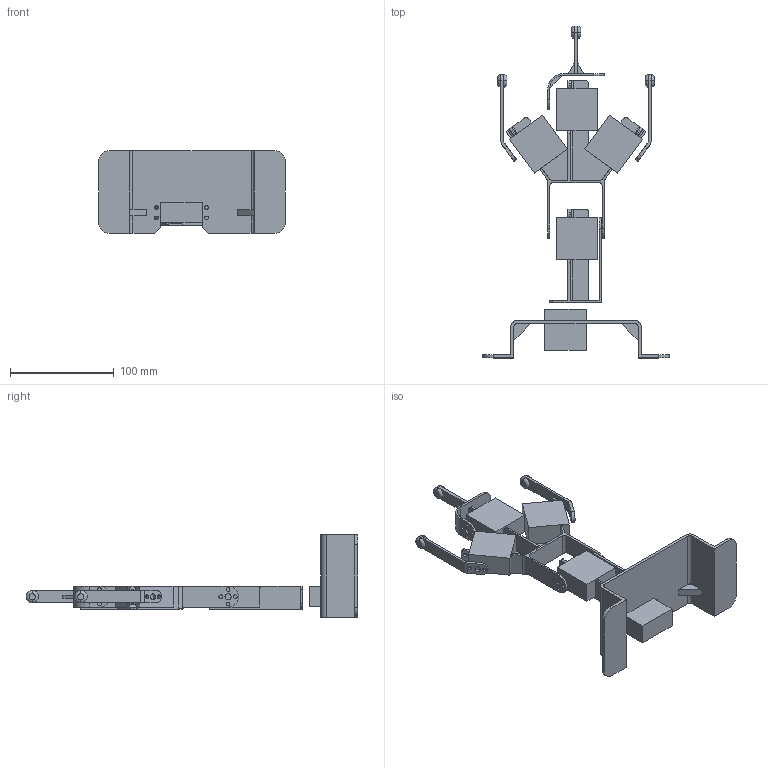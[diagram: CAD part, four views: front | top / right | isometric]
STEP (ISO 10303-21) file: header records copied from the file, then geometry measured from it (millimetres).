
FILE_DESCRIPTION (( 'STEP AP214' ), '1' );
FILE_NAME ('robotic.STEP', '2022-10-14T14:08:32', ( 'Chester' ), ( '' ), 'SwSTEP 2.0', 'SolidWorks 2018', '' );
FILE_SCHEMA (( 'AUTOMOTIVE_DESIGN' ));
Length unit declared in the file: millimetre
Products named in the file (1): robotic
Bounding box: 180 x 320.7 x 80 mm (x, y, z)
Volume: 257935.7 mm3; surface area: 114760.5 mm2
Topology: 11 solids, 11 shells, 323 faces, 858 edges, 558 vertices
Faces by surface type: plane 163, cylinder 148, torus 12
Entity records: 10400 total; most frequent: DIRECTION 1816, CARTESIAN_POINT 1764, ORIENTED_EDGE 1716, EDGE_CURVE 858, AXIS2_PLACEMENT_3D 642, VERTEX_POINT 558, LINE 532, VECTOR 532
